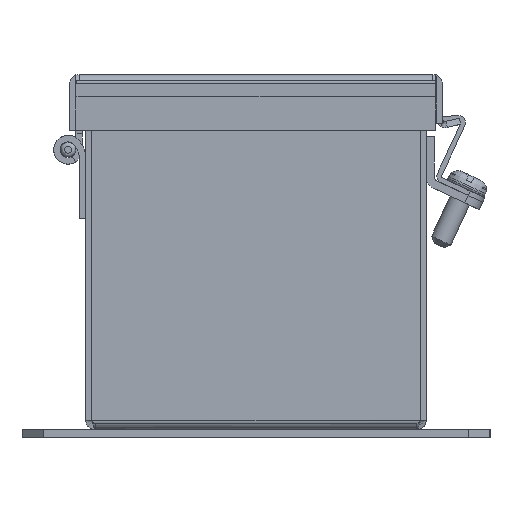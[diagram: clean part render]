
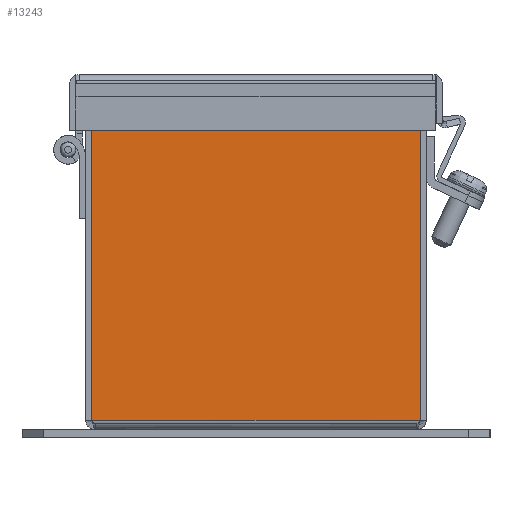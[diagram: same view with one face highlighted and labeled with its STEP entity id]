
A CAD part, left-side view. The second image highlights one B-rep face of the part: STEP entity #13243.
In plain terms, the highlighted planar face has unit normal (-1, 0, 0).
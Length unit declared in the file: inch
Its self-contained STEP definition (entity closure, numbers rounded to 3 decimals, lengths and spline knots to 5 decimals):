
#520 = ORIENTED_EDGE ( 'NONE', *, *, #22107, .F. ) ;
#1285 = EDGE_CURVE ( 'NONE', #16314, #20924, #12260, .T. ) ;
#1523 = DIRECTION ( 'NONE',  ( 0., 0., 1. ) ) ;
#1571 = VECTOR ( 'NONE', #1523, 39.37008 ) ;
#1842 = AXIS2_PLACEMENT_3D ( 'NONE', #20579, #14029, #11840 ) ;
#2574 = DIRECTION ( 'NONE',  ( 0., 0., 1. ) ) ;
#2736 = VECTOR ( 'NONE', #16232, 39.37008 ) ;
#4181 = EDGE_CURVE ( 'NONE', #21552, #14245, #20824, .T. ) ;
#4630 = ORIENTED_EDGE ( 'NONE', *, *, #6441, .F. ) ;
#4857 = CARTESIAN_POINT ( 'NONE',  ( -15., -1.92789, 0.108 ) ) ;
#5424 = ORIENTED_EDGE ( 'NONE', *, *, #27480, .T. ) ;
#5707 = VERTEX_POINT ( 'NONE', #4857 ) ;
#5873 = DIRECTION ( 'NONE',  ( 1., 0., 0. ) ) ;
#6333 = VECTOR ( 'NONE', #2574, 39.37008 ) ;
#6441 = EDGE_CURVE ( 'NONE', #14245, #16314, #14041, .T. ) ;
#6657 = CARTESIAN_POINT ( 'NONE',  ( -15., -1.67789, 3.82223 ) ) ;
#7744 = LINE ( 'NONE', #16513, #27495 ) ;
#7961 = LINE ( 'NONE', #21083, #1571 ) ;
#8053 = CARTESIAN_POINT ( 'NONE',  ( -15., 1.67789, 3.82223 ) ) ;
#8720 = CARTESIAN_POINT ( 'NONE',  ( -15., -1.92789, 0.108 ) ) ;
#10738 = CARTESIAN_POINT ( 'NONE',  ( -15., 1.91796, 3.892 ) ) ;
#11412 = PLANE ( 'NONE',  #1842 ) ;
#11840 = DIRECTION ( 'NONE',  ( 0., -1., 0. ) ) ;
#12260 = CIRCLE ( 'NONE', #14588, 0.25 ) ;
#13243 = ADVANCED_FACE ( 'NONE', ( #26984 ), #11412, .F. ) ;
#13370 = CARTESIAN_POINT ( 'NONE',  ( -15., 1.92789, 3.82223 ) ) ;
#13605 = CARTESIAN_POINT ( 'NONE',  ( -15., -1.92789, 3.82223 ) ) ;
#14029 = DIRECTION ( 'NONE',  ( 1., 0., 0. ) ) ;
#14041 = LINE ( 'NONE', #21171, #2736 ) ;
#14245 = VERTEX_POINT ( 'NONE', #10738 ) ;
#14328 = VERTEX_POINT ( 'NONE', #24580 ) ;
#14588 = AXIS2_PLACEMENT_3D ( 'NONE', #6657, #24880, #27164 ) ;
#15494 = ORIENTED_EDGE ( 'NONE', *, *, #4181, .F. ) ;
#16232 = DIRECTION ( 'NONE',  ( 0., -1., 0. ) ) ;
#16314 = VERTEX_POINT ( 'NONE', #16324 ) ;
#16324 = CARTESIAN_POINT ( 'NONE',  ( -15., -1.91796, 3.892 ) ) ;
#16513 = CARTESIAN_POINT ( 'NONE',  ( -15., -1.892, 0.108 ) ) ;
#17251 = DIRECTION ( 'NONE',  ( 0., -1., 0. ) ) ;
#19100 = ORIENTED_EDGE ( 'NONE', *, *, #1285, .F. ) ;
#20579 = CARTESIAN_POINT ( 'NONE',  ( -15., 13.406, 0. ) ) ;
#20824 = CIRCLE ( 'NONE', #22698, 0.25 ) ;
#20924 = VERTEX_POINT ( 'NONE', #13605 ) ;
#21083 = CARTESIAN_POINT ( 'NONE',  ( -15., 1.92789, 0. ) ) ;
#21171 = CARTESIAN_POINT ( 'NONE',  ( -15., 13.406, 3.892 ) ) ;
#21244 = ORIENTED_EDGE ( 'NONE', *, *, #26627, .F. ) ;
#21552 = VERTEX_POINT ( 'NONE', #13370 ) ;
#22107 = EDGE_CURVE ( 'NONE', #5707, #14328, #7744, .T. ) ;
#22288 = LINE ( 'NONE', #8720, #6333 ) ;
#22698 = AXIS2_PLACEMENT_3D ( 'NONE', #8053, #5873, #17251 ) ;
#24580 = CARTESIAN_POINT ( 'NONE',  ( -15., 1.92789, 0.108 ) ) ;
#24880 = DIRECTION ( 'NONE',  ( 1., 0., 0. ) ) ;
#25692 = DIRECTION ( 'NONE',  ( 0., 1., 0. ) ) ;
#25920 = EDGE_LOOP ( 'NONE', ( #15494, #21244, #520, #5424, #19100, #4630 ) ) ;
#26627 = EDGE_CURVE ( 'NONE', #14328, #21552, #7961, .T. ) ;
#26984 = FACE_OUTER_BOUND ( 'NONE', #25920, .T. ) ;
#27164 = DIRECTION ( 'NONE',  ( 0., -1., 0. ) ) ;
#27480 = EDGE_CURVE ( 'NONE', #5707, #20924, #22288, .T. ) ;
#27495 = VECTOR ( 'NONE', #25692, 39.37008 ) ;
